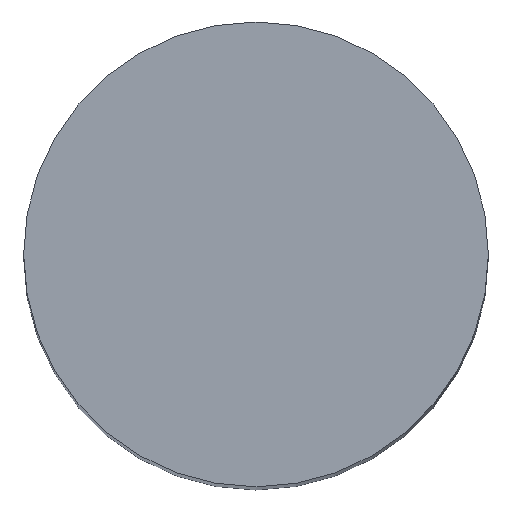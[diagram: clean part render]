
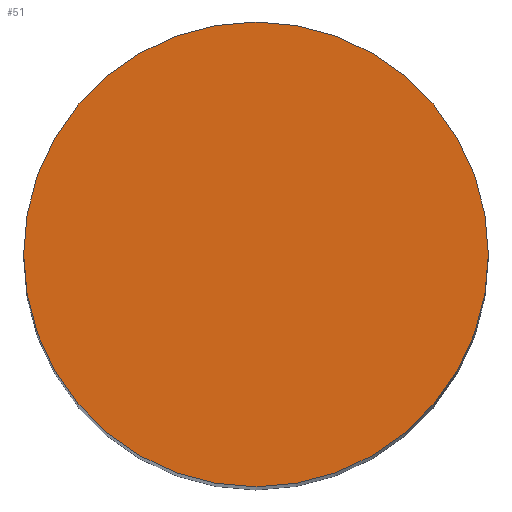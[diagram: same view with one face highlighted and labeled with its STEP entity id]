
A CAD part, top view. The second image highlights one B-rep face of the part: STEP entity #51.
In plain terms, the highlighted planar face has unit normal (0, 0, 1).
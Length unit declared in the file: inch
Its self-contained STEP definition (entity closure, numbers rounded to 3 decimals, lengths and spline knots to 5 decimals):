
#6 = EDGE_CURVE ( 'NONE', #172, #73, #150, .T. ) ;
#7 = CARTESIAN_POINT ( 'NONE',  ( 0., 0., 0.03937 ) ) ;
#38 = ORIENTED_EDGE ( 'NONE', *, *, #6, .T. ) ;
#51 = ADVANCED_FACE ( 'NONE', ( #164 ), #135, .T. ) ;
#63 = CARTESIAN_POINT ( 'NONE',  ( 0., 0., 0.03937 ) ) ;
#64 = CARTESIAN_POINT ( 'NONE',  ( -0.005, 0., 0.03937 ) ) ;
#71 = CARTESIAN_POINT ( 'NONE',  ( 0.005, 0., 0.03937 ) ) ;
#72 = DIRECTION ( 'NONE',  ( -1., 0., 0. ) ) ;
#73 = VERTEX_POINT ( 'NONE', #64 ) ;
#80 = DIRECTION ( 'NONE',  ( 0., 0., 1. ) ) ;
#84 = DIRECTION ( 'NONE',  ( 0., 0., 1. ) ) ;
#96 = DIRECTION ( 'NONE',  ( -1., 0., 0. ) ) ;
#98 = DIRECTION ( 'NONE',  ( 1., 0., 0. ) ) ;
#110 = AXIS2_PLACEMENT_3D ( 'NONE', #160, #80, #96 ) ;
#119 = AXIS2_PLACEMENT_3D ( 'NONE', #63, #133, #72 ) ;
#123 = EDGE_CURVE ( 'NONE', #73, #172, #175, .T. ) ;
#133 = DIRECTION ( 'NONE',  ( 0., 0., 1. ) ) ;
#135 = PLANE ( 'NONE',  #145 ) ;
#140 = ORIENTED_EDGE ( 'NONE', *, *, #123, .T. ) ;
#145 = AXIS2_PLACEMENT_3D ( 'NONE', #7, #84, #98 ) ;
#150 = CIRCLE ( 'NONE', #110, 0.005 ) ;
#160 = CARTESIAN_POINT ( 'NONE',  ( 0., 0., 0.03937 ) ) ;
#164 = FACE_OUTER_BOUND ( 'NONE', #169, .T. ) ;
#169 = EDGE_LOOP ( 'NONE', ( #38, #140 ) ) ;
#172 = VERTEX_POINT ( 'NONE', #71 ) ;
#175 = CIRCLE ( 'NONE', #119, 0.005 ) ;
